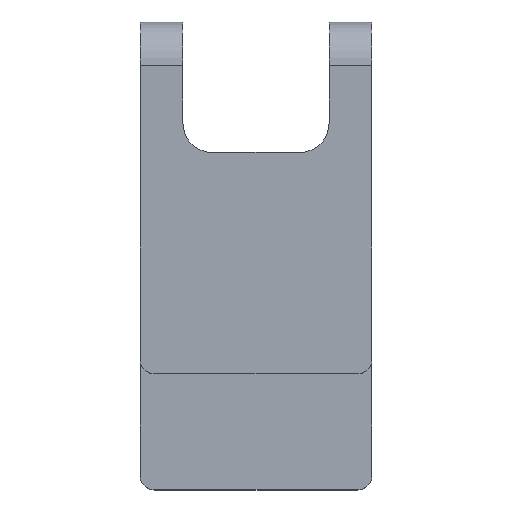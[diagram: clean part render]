
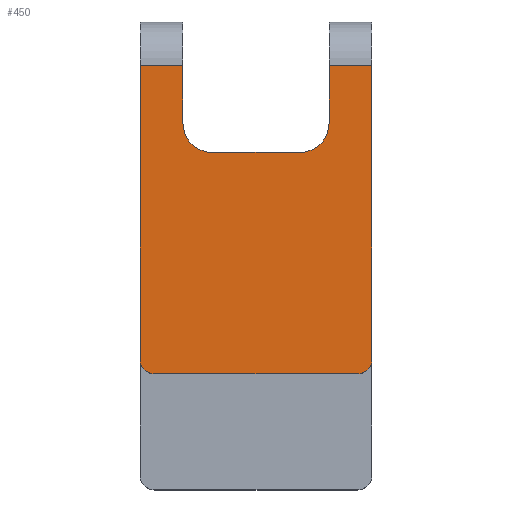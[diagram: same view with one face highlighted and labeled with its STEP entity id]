
A CAD part, top view. The second image highlights one B-rep face of the part: STEP entity #450.
In plain terms, the highlighted planar face has unit normal (0, 0, 1).
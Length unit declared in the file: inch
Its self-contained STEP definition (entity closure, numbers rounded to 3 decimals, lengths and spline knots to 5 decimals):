
#29=PLANE('',#517);
#31=LINE('',#678,#65);
#38=LINE('',#698,#72);
#40=LINE('',#716,#74);
#47=LINE('',#820,#81);
#48=LINE('',#822,#82);
#51=LINE('',#826,#85);
#55=LINE('',#846,#89);
#62=LINE('',#870,#96);
#65=VECTOR('',#539,0.3937);
#72=VECTOR('',#556,0.3937);
#74=VECTOR('',#576,0.3937);
#81=VECTOR('',#591,0.3937);
#82=VECTOR('',#594,0.3937);
#85=VECTOR('',#599,0.3937);
#89=VECTOR('',#621,0.3937);
#96=VECTOR('',#652,0.3937);
#131=FACE_OUTER_BOUND('',#159,.T.);
#159=EDGE_LOOP('',(#412,#413,#414,#415,#416,#417,#418,#419,#420,#421,#422,
#423));
#182=CIRCLE('',#500,0.125);
#184=CIRCLE('',#504,0.125);
#188=CIRCLE('',#513,0.25);
#189=CIRCLE('',#516,0.25);
#195=VERTEX_POINT('',#675);
#196=VERTEX_POINT('',#677);
#201=VERTEX_POINT('',#691);
#204=VERTEX_POINT('',#696);
#210=VERTEX_POINT('',#713);
#211=VERTEX_POINT('',#715);
#214=VERTEX_POINT('',#809);
#219=VERTEX_POINT('',#818);
#224=VERTEX_POINT('',#839);
#226=VERTEX_POINT('',#845);
#230=VERTEX_POINT('',#865);
#231=VERTEX_POINT('',#869);
#239=EDGE_CURVE('',#195,#196,#31,.T.);
#249=EDGE_CURVE('',#204,#201,#38,.T.);
#257=EDGE_CURVE('',#210,#211,#40,.T.);
#267=EDGE_CURVE('',#219,#214,#47,.T.);
#268=EDGE_CURVE('',#195,#201,#48,.T.);
#271=EDGE_CURVE('',#210,#214,#51,.T.);
#278=EDGE_CURVE('',#224,#196,#182,.T.);
#281=EDGE_CURVE('',#226,#224,#55,.T.);
#284=EDGE_CURVE('',#219,#226,#184,.T.);
#291=EDGE_CURVE('',#230,#204,#188,.T.);
#293=EDGE_CURVE('',#231,#230,#62,.T.);
#295=EDGE_CURVE('',#211,#231,#189,.T.);
#412=ORIENTED_EDGE('',*,*,#268,.T.);
#413=ORIENTED_EDGE('',*,*,#249,.F.);
#414=ORIENTED_EDGE('',*,*,#291,.F.);
#415=ORIENTED_EDGE('',*,*,#293,.F.);
#416=ORIENTED_EDGE('',*,*,#295,.F.);
#417=ORIENTED_EDGE('',*,*,#257,.F.);
#418=ORIENTED_EDGE('',*,*,#271,.T.);
#419=ORIENTED_EDGE('',*,*,#267,.F.);
#420=ORIENTED_EDGE('',*,*,#284,.T.);
#421=ORIENTED_EDGE('',*,*,#281,.T.);
#422=ORIENTED_EDGE('',*,*,#278,.T.);
#423=ORIENTED_EDGE('',*,*,#239,.F.);
#450=ADVANCED_FACE('',(#131),#29,.T.);
#500=AXIS2_PLACEMENT_3D('',#840,#614,#615);
#504=AXIS2_PLACEMENT_3D('',#851,#626,#627);
#513=AXIS2_PLACEMENT_3D('',#866,#647,#648);
#516=AXIS2_PLACEMENT_3D('',#873,#656,#657);
#517=AXIS2_PLACEMENT_3D('',#874,#658,#659);
#539=DIRECTION('',(0.,-1.,0.));
#556=DIRECTION('',(0.,1.,0.));
#576=DIRECTION('',(0.,-1.,0.));
#591=DIRECTION('',(0.,1.,0.));
#594=DIRECTION('',(-1.,0.,0.));
#599=DIRECTION('',(-1.,0.,0.));
#614=DIRECTION('center_axis',(0.,0.,1.));
#615=DIRECTION('ref_axis',(0.,-1.,0.));
#621=DIRECTION('',(1.,0.,0.));
#626=DIRECTION('center_axis',(0.,0.,1.));
#627=DIRECTION('ref_axis',(-1.,0.,0.));
#647=DIRECTION('center_axis',(0.,0.,1.));
#648=DIRECTION('ref_axis',(0.,-1.,0.));
#652=DIRECTION('',(1.,0.,0.));
#656=DIRECTION('center_axis',(0.,0.,1.));
#657=DIRECTION('ref_axis',(-1.,0.,0.));
#658=DIRECTION('center_axis',(0.,0.,1.));
#659=DIRECTION('ref_axis',(1.,0.,0.));
#675=CARTESIAN_POINT('',(1.,1.625,0.));
#677=CARTESIAN_POINT('',(1.,-0.909,0.));
#678=CARTESIAN_POINT('',(1.,2.,0.));
#691=CARTESIAN_POINT('',(0.63,1.625,0.));
#696=CARTESIAN_POINT('',(0.63,1.125,0.));
#698=CARTESIAN_POINT('',(0.63,1.125,0.));
#713=CARTESIAN_POINT('',(-0.63,1.625,0.));
#715=CARTESIAN_POINT('',(-0.63,1.125,0.));
#716=CARTESIAN_POINT('',(-0.63,2.,0.));
#809=CARTESIAN_POINT('',(-1.,1.625,0.));
#818=CARTESIAN_POINT('',(-1.,-0.909,0.));
#820=CARTESIAN_POINT('',(-1.,-1.909,0.));
#822=CARTESIAN_POINT('',(-1.,1.625,0.));
#826=CARTESIAN_POINT('',(-1.,1.625,0.));
#839=CARTESIAN_POINT('',(0.875,-1.034,0.));
#840=CARTESIAN_POINT('Origin',(0.875,-0.909,0.));
#845=CARTESIAN_POINT('',(-0.875,-1.034,0.));
#846=CARTESIAN_POINT('',(-0.4375,-1.034,0.));
#851=CARTESIAN_POINT('Origin',(-0.875,-0.909,0.));
#865=CARTESIAN_POINT('',(0.38,0.875,0.));
#866=CARTESIAN_POINT('Origin',(0.38,1.125,0.));
#869=CARTESIAN_POINT('',(-0.38,0.875,0.));
#870=CARTESIAN_POINT('',(-0.38,0.875,0.));
#873=CARTESIAN_POINT('Origin',(-0.38,1.125,0.));
#874=CARTESIAN_POINT('Origin',(0.,-0.017,
0.));
